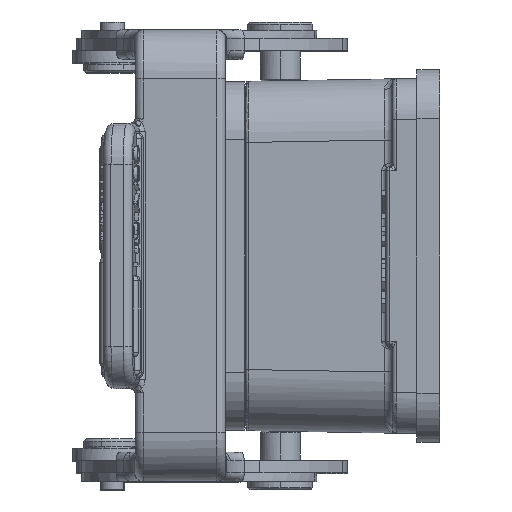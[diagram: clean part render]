
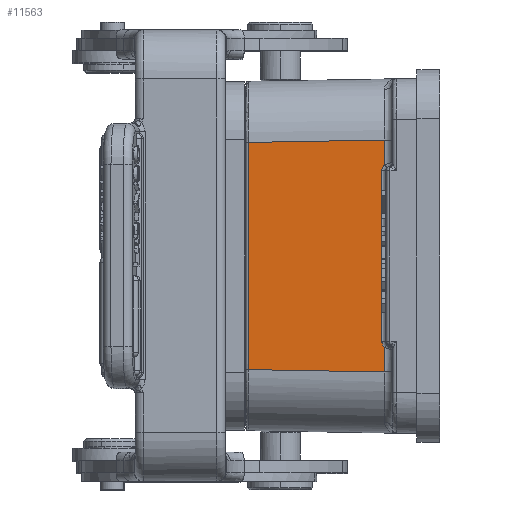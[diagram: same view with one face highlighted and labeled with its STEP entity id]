
A CAD part, left-side view. The second image highlights one B-rep face of the part: STEP entity #11563.
In plain terms, the highlighted planar face has unit normal (-1, 0.018, 0).
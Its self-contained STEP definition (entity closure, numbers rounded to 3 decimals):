
#8984=FACE_OUTER_BOUND('',#18257,.T.);
#11563=ADVANCED_FACE('',(#8984),#12832,.F.);
#12832=PLANE('',#36909);
#13848=LINE('',#50601,#15823);
#13850=LINE('',#50628,#15825);
#14113=LINE('',#53696,#16088);
#14114=LINE('',#53704,#16089);
#14115=LINE('',#53706,#16090);
#14116=LINE('',#53712,#16091);
#15823=VECTOR('',#40121,1.);
#15825=VECTOR('',#40133,1.);
#16088=VECTOR('',#41188,1.);
#16089=VECTOR('',#41191,1.);
#16090=VECTOR('',#41192,1.);
#16091=VECTOR('',#41193,1.);
#18257=EDGE_LOOP('',(#22610,#22611,#22612,#22613,#22614,#22615,#22616,#22617));
#22610=ORIENTED_EDGE('',*,*,#32321,.T.);
#22611=ORIENTED_EDGE('',*,*,#32322,.T.);
#22612=ORIENTED_EDGE('',*,*,#32323,.F.);
#22613=ORIENTED_EDGE('',*,*,#31641,.F.);
#22614=ORIENTED_EDGE('',*,*,#31633,.F.);
#22615=ORIENTED_EDGE('',*,*,#32320,.F.);
#22616=ORIENTED_EDGE('',*,*,#32324,.T.);
#22617=ORIENTED_EDGE('',*,*,#32325,.T.);
#28546=VERTEX_POINT('',#50595);
#28547=VERTEX_POINT('',#50602);
#28553=VERTEX_POINT('',#50629);
#29002=VERTEX_POINT('',#53643);
#29003=VERTEX_POINT('',#53702);
#29004=VERTEX_POINT('',#53703);
#29005=VERTEX_POINT('',#53705);
#29006=VERTEX_POINT('',#53711);
#31633=EDGE_CURVE('',#28546,#28547,#13848,.T.);
#31641=EDGE_CURVE('',#28547,#28553,#13850,.T.);
#32320=EDGE_CURVE('',#29002,#28546,#14113,.T.);
#32321=EDGE_CURVE('',#29003,#29004,#35314,.T.);
#32322=EDGE_CURVE('',#29004,#29005,#14114,.T.);
#32323=EDGE_CURVE('',#28553,#29005,#14115,.T.);
#32324=EDGE_CURVE('',#29002,#29006,#35315,.T.);
#32325=EDGE_CURVE('',#29006,#29003,#14116,.T.);
#35314=B_SPLINE_CURVE_WITH_KNOTS('',3,(#53698,#53699,#53700,#53701),
 .UNSPECIFIED.,.F.,.F.,(4,4),(0.,1.),.UNSPECIFIED.);
#35315=B_SPLINE_CURVE_WITH_KNOTS('',3,(#53707,#53708,#53709,#53710),
 .UNSPECIFIED.,.F.,.F.,(4,4),(0.,1.),.UNSPECIFIED.);
#36909=AXIS2_PLACEMENT_3D('',#53713,#41194,#41195);
#40121=DIRECTION('',(0.017,1.,0.017));
#40133=DIRECTION('',(0.,0.,1.));
#41188=DIRECTION('',(0.,0.,-1.));
#41191=DIRECTION('',(0.,0.,1.));
#41192=DIRECTION('',(-0.017,-1.,0.017));
#41193=DIRECTION('',(0.,0.,1.));
#41194=DIRECTION('',(1.,-0.017,0.));
#41195=DIRECTION('',(-0.017,-1.,0.));
#50595=CARTESIAN_POINT('',(10.753,7.032,-42.776));
#50601=CARTESIAN_POINT('',(10.753,7.032,-42.776));
#50602=CARTESIAN_POINT('',(11.045,23.755,-42.484));
#50628=CARTESIAN_POINT('',(11.045,23.755,-42.484));
#50629=CARTESIAN_POINT('',(11.045,23.755,-14.571));
#53643=CARTESIAN_POINT('',(10.753,7.032,-39.75));
#53696=CARTESIAN_POINT('',(10.753,7.032,-39.75));
#53698=CARTESIAN_POINT('',(10.758,7.341,-18.028));
#53699=CARTESIAN_POINT('',(10.758,7.339,-17.756));
#53700=CARTESIAN_POINT('',(10.756,7.233,-17.5));
#53701=CARTESIAN_POINT('',(10.753,7.032,-17.305));
#53702=CARTESIAN_POINT('',(10.758,7.341,-18.028));
#53703=CARTESIAN_POINT('',(10.753,7.032,-17.305));
#53704=CARTESIAN_POINT('',(10.753,7.032,-17.305));
#53705=CARTESIAN_POINT('',(10.753,7.032,-14.279));
#53706=CARTESIAN_POINT('',(11.045,23.755,-14.571));
#53707=CARTESIAN_POINT('',(10.753,7.032,-39.75));
#53708=CARTESIAN_POINT('',(10.756,7.231,-39.554));
#53709=CARTESIAN_POINT('',(10.758,7.339,-39.305));
#53710=CARTESIAN_POINT('',(10.758,7.341,-39.028));
#53711=CARTESIAN_POINT('',(10.758,7.341,-39.028));
#53712=CARTESIAN_POINT('',(10.758,7.341,-39.028));
#53713=CARTESIAN_POINT('',(10.899,15.393,-28.528));
